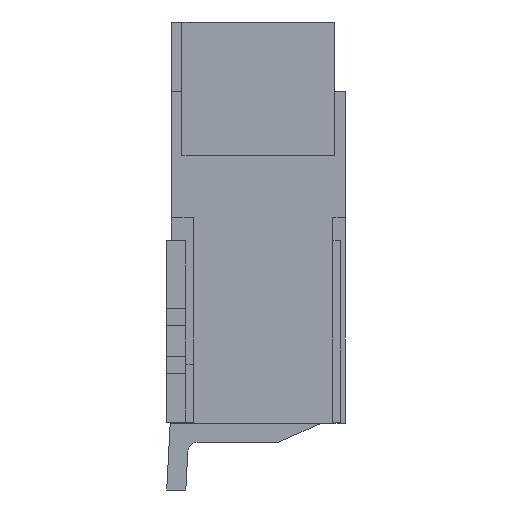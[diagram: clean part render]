
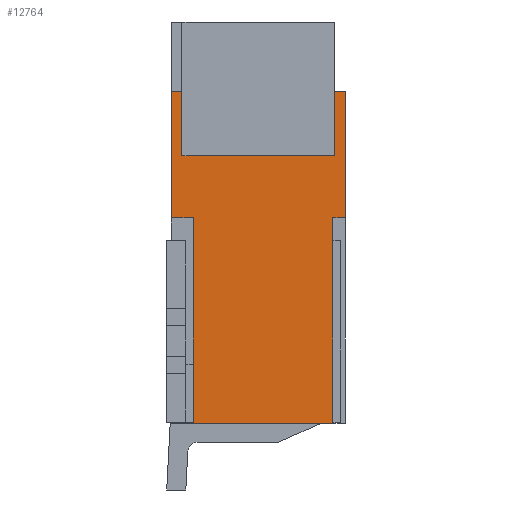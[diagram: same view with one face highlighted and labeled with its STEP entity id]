
A CAD part, left-side view. The second image highlights one B-rep face of the part: STEP entity #12764.
In plain terms, the highlighted planar face has unit normal (-1, 0, 0).
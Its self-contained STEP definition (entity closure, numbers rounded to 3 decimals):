
#1081=DIRECTION('',(0.,0.,1.));
#1082=VECTOR('',#1081,2.15);
#1083=CARTESIAN_POINT('',(0.,1.59,-4.2));
#1084=LINE('',#1083,#1082);
#1105=DIRECTION('',(0.,-1.,0.));
#1106=VECTOR('',#1105,0.23);
#1107=CARTESIAN_POINT('',(0.,1.82,-2.05));
#1108=LINE('',#1107,#1106);
#1113=DIRECTION('',(0.,0.,-1.));
#1114=VECTOR('',#1113,1.32);
#1115=CARTESIAN_POINT('',(0.,1.82,-0.73));
#1116=LINE('',#1115,#1114);
#1117=DIRECTION('',(0.,1.,0.));
#1118=VECTOR('',#1117,1.82);
#1119=CARTESIAN_POINT('',(0.,0.,-0.73));
#1120=LINE('',#1119,#1118);
#1121=DIRECTION('',(0.,0.,1.));
#1122=VECTOR('',#1121,1.32);
#1123=CARTESIAN_POINT('',(0.,0.,-2.05));
#1124=LINE('',#1123,#1122);
#1125=DIRECTION('',(0.,1.,0.));
#1126=VECTOR('',#1125,0.13);
#1127=CARTESIAN_POINT('',(0.,0.,-2.05));
#1128=LINE('',#1127,#1126);
#1145=DIRECTION('',(0.,0.,-1.));
#1146=VECTOR('',#1145,2.15);
#1147=CARTESIAN_POINT('',(0.,0.13,-2.05));
#1148=LINE('',#1147,#1146);
#1193=DIRECTION('',(0.,1.,0.));
#1194=VECTOR('',#1193,1.46);
#1195=CARTESIAN_POINT('',(0.,0.13,-4.2));
#1196=LINE('',#1195,#1194);
#9845=CARTESIAN_POINT('',(0.,0.,-0.73));
#9847=VERTEX_POINT('',#9845);
#9849=CARTESIAN_POINT('',(0.,0.,-2.05));
#9850=VERTEX_POINT('',#9849);
#9875=CARTESIAN_POINT('',(0.,1.82,-0.73));
#9877=VERTEX_POINT('',#9875);
#9905=CARTESIAN_POINT('',(0.,1.82,-2.05));
#9906=VERTEX_POINT('',#9905);
#10183=CARTESIAN_POINT('',(0.,0.13,-2.05));
#10184=VERTEX_POINT('',#10183);
#10185=CARTESIAN_POINT('',(0.,0.13,-4.2));
#10186=VERTEX_POINT('',#10185);
#10187=CARTESIAN_POINT('',(0.,1.59,-4.2));
#10188=VERTEX_POINT('',#10187);
#10189=CARTESIAN_POINT('',(0.,1.59,-2.05));
#10190=VERTEX_POINT('',#10189);
#12746=CARTESIAN_POINT('',(0.,0.91,-2.465));
#12747=DIRECTION('',(1.,0.,0.));
#12748=DIRECTION('',(0.,0.,1.));
#12749=AXIS2_PLACEMENT_3D('',#12746,#12747,#12748);
#12750=PLANE('',#12749);
#12752=ORIENTED_EDGE('',*,*,#12751,.T.);
#12754=ORIENTED_EDGE('',*,*,#12753,.T.);
#12756=ORIENTED_EDGE('',*,*,#12755,.T.);
#12757=ORIENTED_EDGE('',*,*,#12721,.T.);
#12758=ORIENTED_EDGE('',*,*,#12739,.F.);
#12759=ORIENTED_EDGE('',*,*,#12607,.F.);
#12760=ORIENTED_EDGE('',*,*,#11301,.F.);
#12761=ORIENTED_EDGE('',*,*,#11286,.F.);
#12762=EDGE_LOOP('',(#12752,#12754,#12756,#12757,#12758,#12759,#12760,#12761));
#12763=FACE_OUTER_BOUND('',#12762,.F.);
#12764=ADVANCED_FACE('',(#12763),#12750,.F.);
#11286=EDGE_CURVE('',#9850,#9847,#1124,.T.);
#11301=EDGE_CURVE('',#9847,#9877,#1120,.T.);
#12607=EDGE_CURVE('',#9877,#9906,#1116,.T.);
#12721=EDGE_CURVE('',#10188,#10190,#1084,.T.);
#12739=EDGE_CURVE('',#9906,#10190,#1108,.T.);
#12751=EDGE_CURVE('',#9850,#10184,#1128,.T.);
#12753=EDGE_CURVE('',#10184,#10186,#1148,.T.);
#12755=EDGE_CURVE('',#10186,#10188,#1196,.T.);
